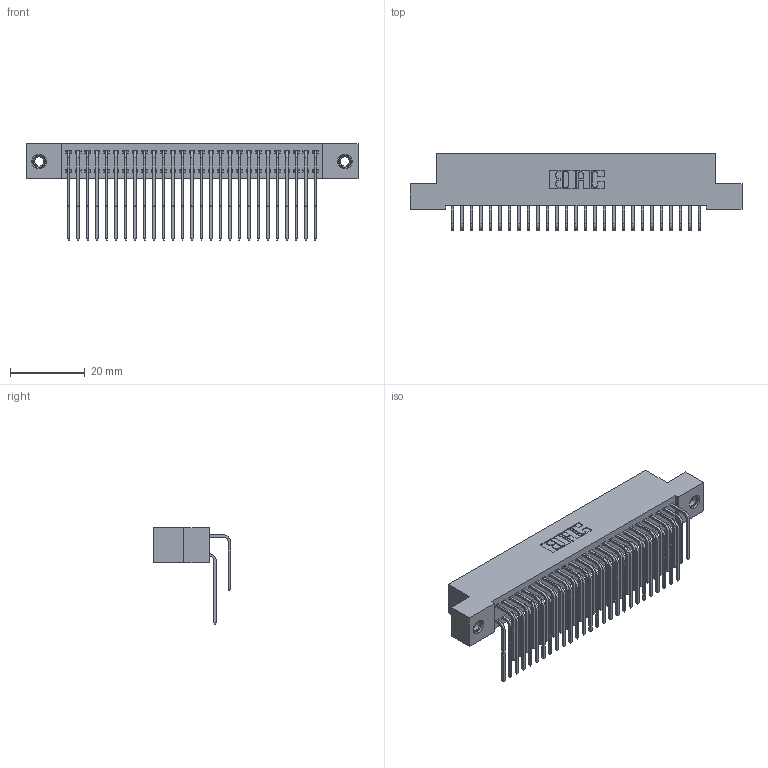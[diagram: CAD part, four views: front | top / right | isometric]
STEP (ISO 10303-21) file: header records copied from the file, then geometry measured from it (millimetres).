
FILE_DESCRIPTION (( 'STEP AP203' ), '1' );
FILE_NAME ('392-054-559-207.STEP', '2018-08-17T10:26:23', ( '' ), ( '' ), 'SwSTEP 2.0', 'SolidWorks 2016', '' );
FILE_SCHEMA (( 'CONFIG_CONTROL_DESIGN' ));
Length unit declared in the file: inch
Products named in the file (5): 345-250-001_345-250-005-103; 392-054-559-207; 342 Part_TI; 345-292-001_558 559 Tail - 1; 345-292-001_559 Tail - 2
Assembly tree (57 placements, depth 2):
  392-054-559-207
    342 Part_TI
    345-292-001_558 559 Tail - 1  x27
    345-292-001_559 Tail - 2  x27
    345-250-001_345-250-005-103  x2
Bounding box: 88.9 x 20.64 x 25.78 mm (x, y, z)
Volume: 8215.5 mm3; surface area: 14438.1 mm2
Topology: 57 solids, 57 shells, 3086 faces, 9129 edges, 6006 vertices
Faces by surface type: plane 2150, cylinder 920, cone 12, torus 4
Entity records: 22148 total; most frequent: CARTESIAN_POINT 3720, ORIENTED_EDGE 3598, DIRECTION 3217, EDGE_CURVE 1799, VECTOR 1611, LINE 1611, VERTEX_POINT 1192, AXIS2_PLACEMENT_3D 803
